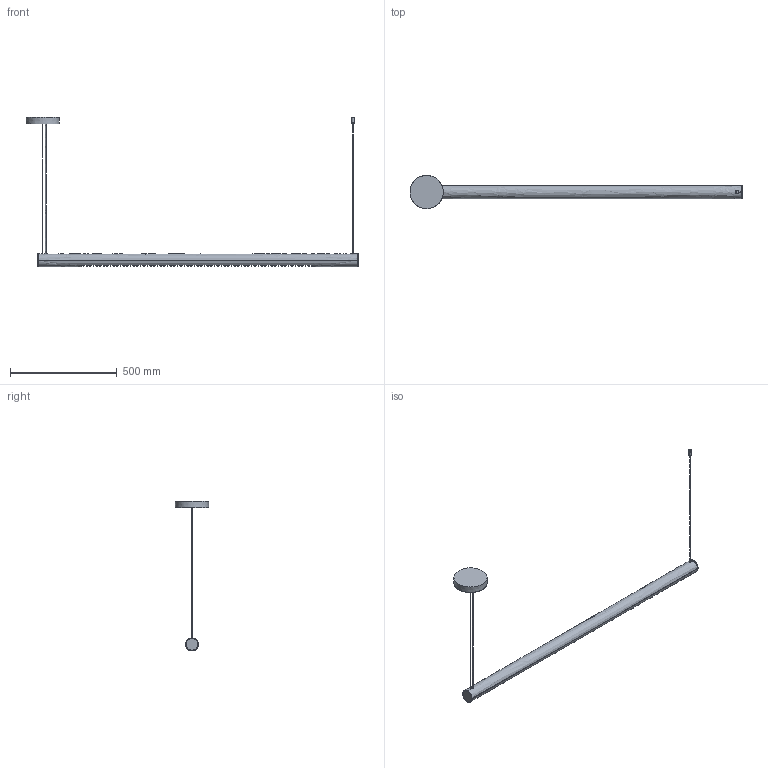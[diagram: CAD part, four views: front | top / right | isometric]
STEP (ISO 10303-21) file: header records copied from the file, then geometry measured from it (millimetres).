
FILE_DESCRIPTION(/* description */ (''),/* implementation_level */ '2;1');
FILE_NAME(/* name */ 'Roest_150h_3D_mm',/* time_stamp */ '2025-07-01T15:37:53-07:00',/* author */ (''),/* organization */ (''),/* preprocessor_version */ 'ST-DEVELOPER v16.5',/* originating_system */ '',/* authorisation */ '');
FILE_SCHEMA (('AUTOMOTIVE_DESIGN'));
Length unit declared in the file: millimetre
Products named in the file (1): Document
Bounding box: 1554.79 x 155.57 x 701.03 mm (x, y, z)
Volume: 1298119.1 mm3; surface area: 564640.2 mm2
Topology: 2 solids, 6 shells, 324 faces, 918 edges, 611 vertices
Faces by surface type: plane 291, bspline 33
Entity records: 10705 total; most frequent: CARTESIAN_POINT 4519, ORIENTED_EDGE 1828, EDGE_CURVE 918, VERTEX_POINT 611, B_SPLINE_CURVE_WITH_KNOTS 594, EDGE_LOOP 472, ADVANCED_FACE 324, FACE_OUTER_BOUND 324
